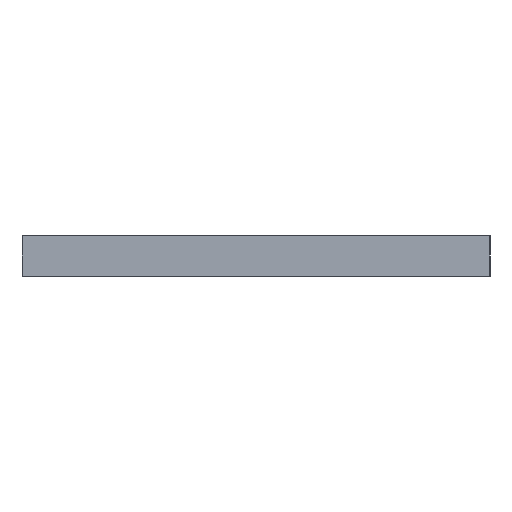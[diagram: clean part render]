
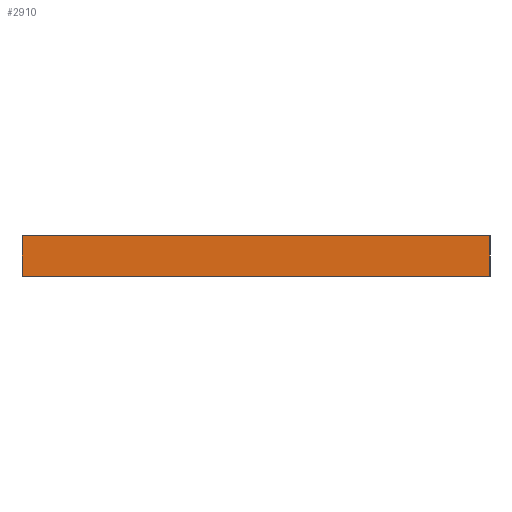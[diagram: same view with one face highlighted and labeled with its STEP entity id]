
A CAD part, left-side view. The second image highlights one B-rep face of the part: STEP entity #2910.
In plain terms, the highlighted planar face has unit normal (-1, 0, 0).
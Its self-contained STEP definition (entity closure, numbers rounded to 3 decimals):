
#40=CARTESIAN_POINT('Vertex',(0.,0.,6.)) ;
#56=CARTESIAN_POINT('Vertex',(0.,0.,0.)) ;
#59=CARTESIAN_POINT('Line Origine',(0.,0.,3.)) ;
#2867=CARTESIAN_POINT('Vertex',(0.,-70.,6.)) ;
#2870=CARTESIAN_POINT('Line Origine',(0.,-70.,3.)) ;
#2874=CARTESIAN_POINT('Vertex',(0.,-70.,0.)) ;
#2889=CARTESIAN_POINT('Axis2P3D Location',(0.,0.,0.)) ;
#2894=CARTESIAN_POINT('Line Origine',(0.,-35.,6.)) ;
#2899=CARTESIAN_POINT('Line Origine',(0.,-35.,0.)) ;
#61=VECTOR('Line Direction',#60,1.) ;
#2872=VECTOR('Line Direction',#2871,1.) ;
#2896=VECTOR('Line Direction',#2895,1.) ;
#2901=VECTOR('Line Direction',#2900,1.) ;
#60=DIRECTION('Vector Direction',(0.,0.,1.)) ;
#2871=DIRECTION('Vector Direction',(0.,0.,1.)) ;
#2890=DIRECTION('Axis2P3D Direction',(-1.,0.,0.)) ;
#2891=DIRECTION('Axis2P3D XDirection',(0.,-1.,0.)) ;
#2895=DIRECTION('Vector Direction',(0.,-1.,0.)) ;
#2900=DIRECTION('Vector Direction',(0.,-1.,0.)) ;
#2892=AXIS2_PLACEMENT_3D('Plane Axis2P3D',#2889,#2890,#2891) ;
#62=LINE('Line',#59,#61) ;
#2873=LINE('Line',#2870,#2872) ;
#2897=LINE('Line',#2894,#2896) ;
#2902=LINE('Line',#2899,#2901) ;
#2893=PLANE('',#2892) ;
#63=EDGE_CURVE('',#57,#41,#62,.T.) ;
#2876=EDGE_CURVE('',#2875,#2868,#2873,.T.) ;
#2898=EDGE_CURVE('',#2868,#41,#2897,.F.) ;
#2903=EDGE_CURVE('',#2875,#57,#2902,.F.) ;
#2905=ORIENTED_EDGE('',*,*,#2898,.T.) ;
#2906=ORIENTED_EDGE('',*,*,#63,.F.) ;
#2907=ORIENTED_EDGE('',*,*,#2903,.F.) ;
#2908=ORIENTED_EDGE('',*,*,#2876,.T.) ;
#2904=EDGE_LOOP('',(#2905,#2906,#2907,#2908)) ;
#41=VERTEX_POINT('',#40) ;
#57=VERTEX_POINT('',#56) ;
#2868=VERTEX_POINT('',#2867) ;
#2875=VERTEX_POINT('',#2874) ;
#2910=ADVANCED_FACE('PartBody',(#2909),#2893,.T.) ;
#2909=FACE_OUTER_BOUND('',#2904,.T.) ;
